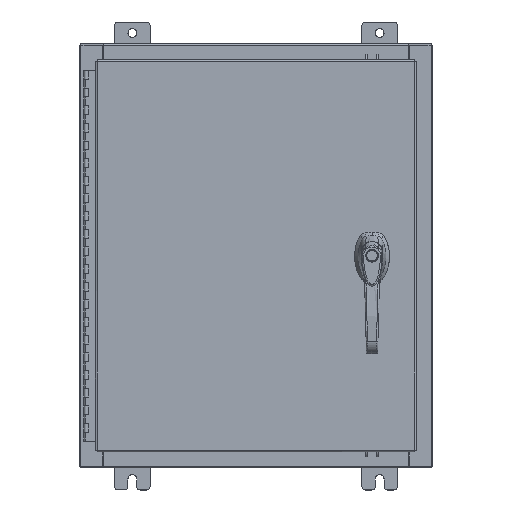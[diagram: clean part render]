
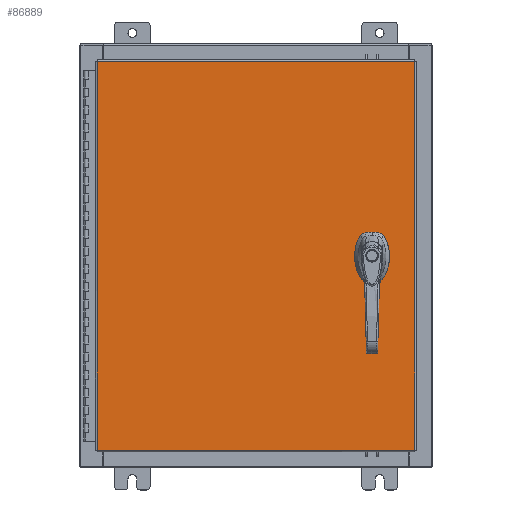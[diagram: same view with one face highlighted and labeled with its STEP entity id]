
A CAD part, top view. The second image highlights one B-rep face of the part: STEP entity #86889.
In plain terms, the highlighted planar face has unit normal (0, 0, 1).
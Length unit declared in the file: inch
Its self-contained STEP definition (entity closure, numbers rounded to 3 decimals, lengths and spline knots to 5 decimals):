
#634 = VERTEX_POINT ( 'NONE', #77516 ) ;
#1156 = CARTESIAN_POINT ( 'NONE',  ( 0., -0.403, 0. ) ) ;
#1850 = CARTESIAN_POINT ( 'NONE',  ( 6.175, -0.20023, 0. ) ) ;
#4754 = CARTESIAN_POINT ( 'NONE',  ( 6.981, 0., 0. ) ) ;
#4863 = ORIENTED_EDGE ( 'NONE', *, *, #32234, .F. ) ;
#5188 = PLANE ( 'NONE',  #55155 ) ;
#6275 = CARTESIAN_POINT ( 'NONE',  ( -8.9903, -11.0063, 0. ) ) ;
#8461 = EDGE_LOOP ( 'NONE', ( #107458, #97275 ) ) ;
#9179 = ORIENTED_EDGE ( 'NONE', *, *, #106000, .T. ) ;
#11805 = CARTESIAN_POINT ( 'NONE',  ( 6.578, 0., 0. ) ) ;
#13912 = EDGE_CURVE ( 'NONE', #35962, #15838, #93329, .T. ) ;
#15411 = AXIS2_PLACEMENT_3D ( 'NONE', #68687, #16129, #77482 ) ;
#15671 = FACE_BOUND ( 'NONE', #8461, .T. ) ;
#15838 = VERTEX_POINT ( 'NONE', #101388 ) ;
#16129 = DIRECTION ( 'NONE',  ( 0., 0., 1. ) ) ;
#18120 = VERTEX_POINT ( 'NONE', #64055 ) ;
#18814 = VERTEX_POINT ( 'NONE', #55759 ) ;
#19564 = AXIS2_PLACEMENT_3D ( 'NONE', #33283, #94656, #42078 ) ;
#20619 = DIRECTION ( 'NONE',  ( 1., 0., 0. ) ) ;
#20823 = ORIENTED_EDGE ( 'NONE', *, *, #40563, .T. ) ;
#21027 = LINE ( 'NONE', #98137, #70485 ) ;
#21315 = DIRECTION ( 'NONE',  ( 0., 1., 0. ) ) ;
#22649 = CARTESIAN_POINT ( 'NONE',  ( 6.578, -1.338, 0. ) ) ;
#25381 = CARTESIAN_POINT ( 'NONE',  ( 6.981, 0.20023, 0. ) ) ;
#26117 = CARTESIAN_POINT ( 'NONE',  ( 6.175, 0.20023, 0. ) ) ;
#26944 = CARTESIAN_POINT ( 'NONE',  ( 6.77823, -0.403, 0. ) ) ;
#28084 = VECTOR ( 'NONE', #82894, 39.37008 ) ;
#28799 = EDGE_CURVE ( 'NONE', #33833, #18120, #102903, .T. ) ;
#28829 = EDGE_CURVE ( 'NONE', #46685, #72402, #74004, .T. ) ;
#31475 = DIRECTION ( 'NONE',  ( 1., 0., 0. ) ) ;
#31613 = DIRECTION ( 'NONE',  ( 0., 0., -1. ) ) ;
#32057 = CARTESIAN_POINT ( 'NONE',  ( 6.4065, -1.338, 0. ) ) ;
#32234 = EDGE_CURVE ( 'NONE', #37910, #60132, #79118, .T. ) ;
#33180 = ORIENTED_EDGE ( 'NONE', *, *, #78361, .T. ) ;
#33283 = CARTESIAN_POINT ( 'NONE',  ( 6.578, 0., 0. ) ) ;
#33833 = VERTEX_POINT ( 'NONE', #72645 ) ;
#34590 = ORIENTED_EDGE ( 'NONE', *, *, #64754, .F. ) ;
#35962 = VERTEX_POINT ( 'NONE', #32057 ) ;
#36151 = LINE ( 'NONE', #91133, #103431 ) ;
#37910 = VERTEX_POINT ( 'NONE', #62484 ) ;
#37922 = AXIS2_PLACEMENT_3D ( 'NONE', #46339, #107761, #55179 ) ;
#38065 = EDGE_CURVE ( 'NONE', #15838, #35962, #55229, .T. ) ;
#39721 = ORIENTED_EDGE ( 'NONE', *, *, #112685, .F. ) ;
#39969 = DIRECTION ( 'NONE',  ( 0., -1., 0. ) ) ;
#40563 = EDGE_CURVE ( 'NONE', #42278, #44360, #54911, .T. ) ;
#42078 = DIRECTION ( 'NONE',  ( 1., 0., 0. ) ) ;
#42278 = VERTEX_POINT ( 'NONE', #59555 ) ;
#43070 = EDGE_CURVE ( 'NONE', #18120, #42278, #95600, .T. ) ;
#44360 = VERTEX_POINT ( 'NONE', #74881 ) ;
#44891 = CARTESIAN_POINT ( 'NONE',  ( 6.578, 0., 0. ) ) ;
#46339 = CARTESIAN_POINT ( 'NONE',  ( 6.578, -1.338, 0. ) ) ;
#46685 = VERTEX_POINT ( 'NONE', #1850 ) ;
#46927 = VECTOR ( 'NONE', #63161, 39.37008 ) ;
#48843 = CARTESIAN_POINT ( 'NONE',  ( 0., 0., 0. ) ) ;
#53752 = DIRECTION ( 'NONE',  ( 1., 0., 0. ) ) ;
#54911 = LINE ( 'NONE', #6275, #78264 ) ;
#55155 = AXIS2_PLACEMENT_3D ( 'NONE', #48843, #31613, #92980 ) ;
#55179 = DIRECTION ( 'NONE',  ( 1., 0., 0. ) ) ;
#55229 = CIRCLE ( 'NONE', #37922, 0.1715 ) ;
#55759 = CARTESIAN_POINT ( 'NONE',  ( 6.981, -0.20023, 0. ) ) ;
#58527 = DIRECTION ( 'NONE',  ( 0., -1., 0. ) ) ;
#58795 = CIRCLE ( 'NONE', #19564, 0.45 ) ;
#59555 = CARTESIAN_POINT ( 'NONE',  ( -8.9903, -11.0063, 0. ) ) ;
#60132 = VERTEX_POINT ( 'NONE', #26117 ) ;
#62280 = FACE_OUTER_BOUND ( 'NONE', #69454, .T. ) ;
#62484 = CARTESIAN_POINT ( 'NONE',  ( 6.37777, 0.403, 0. ) ) ;
#63161 = DIRECTION ( 'NONE',  ( 1., 0., 0. ) ) ;
#63362 = CARTESIAN_POINT ( 'NONE',  ( 6.37777, -0.403, 0. ) ) ;
#64055 = CARTESIAN_POINT ( 'NONE',  ( -8.9903, 11.0063, 0. ) ) ;
#64754 = EDGE_CURVE ( 'NONE', #77221, #634, #58795, .T. ) ;
#65032 = ORIENTED_EDGE ( 'NONE', *, *, #71014, .F. ) ;
#65827 = CIRCLE ( 'NONE', #102914, 0.45 ) ;
#67624 = DIRECTION ( 'NONE',  ( 1., 0., 0. ) ) ;
#68687 = CARTESIAN_POINT ( 'NONE',  ( 6.578, 0., 0. ) ) ;
#69454 = EDGE_LOOP ( 'NONE', ( #20823, #33180, #90367, #86498 ) ) ;
#70485 = VECTOR ( 'NONE', #106971, 39.37008 ) ;
#71014 = EDGE_CURVE ( 'NONE', #82221, #18814, #65827, .T. ) ;
#72402 = VERTEX_POINT ( 'NONE', #63362 ) ;
#72645 = CARTESIAN_POINT ( 'NONE',  ( 8.9903, 11.0063, 0. ) ) ;
#73151 = DIRECTION ( 'NONE',  ( 0., 0., 1. ) ) ;
#74004 = CIRCLE ( 'NONE', #15411, 0.45 ) ;
#74027 = CARTESIAN_POINT ( 'NONE',  ( 0., 0.403, 0. ) ) ;
#74881 = CARTESIAN_POINT ( 'NONE',  ( 8.9903, -11.0063, 0. ) ) ;
#76380 = AXIS2_PLACEMENT_3D ( 'NONE', #22649, #84020, #31475 ) ;
#77221 = VERTEX_POINT ( 'NONE', #25381 ) ;
#77482 = DIRECTION ( 'NONE',  ( 1., 0., 0. ) ) ;
#77516 = CARTESIAN_POINT ( 'NONE',  ( 6.77823, 0.403, 0. ) ) ;
#77778 = VECTOR ( 'NONE', #58527, 39.37008 ) ;
#77930 = VECTOR ( 'NONE', #39969, 39.37008 ) ;
#78264 = VECTOR ( 'NONE', #67624, 39.37008 ) ;
#78361 = EDGE_CURVE ( 'NONE', #44360, #33833, #36151, .T. ) ;
#78925 = ORIENTED_EDGE ( 'NONE', *, *, #100566, .F. ) ;
#79118 = CIRCLE ( 'NONE', #95726, 0.45 ) ;
#79540 = VECTOR ( 'NONE', #94380, 39.37008 ) ;
#82221 = VERTEX_POINT ( 'NONE', #26944 ) ;
#82391 = EDGE_LOOP ( 'NONE', ( #9179, #65032, #78925, #100206, #39721, #4863, #113195, #34590 ) ) ;
#82894 = DIRECTION ( 'NONE',  ( -1., 0., 0. ) ) ;
#82905 = FACE_BOUND ( 'NONE', #82391, .T. ) ;
#83438 = LINE ( 'NONE', #4754, #77930 ) ;
#84020 = DIRECTION ( 'NONE',  ( 0., 0., 1. ) ) ;
#85561 = CARTESIAN_POINT ( 'NONE',  ( 8.9903, 11.0063, 0. ) ) ;
#86498 = ORIENTED_EDGE ( 'NONE', *, *, #43070, .T. ) ;
#86889 = ADVANCED_FACE ( 'NONE', ( #15671, #62280, #82905 ), #5188, .F. ) ;
#90367 = ORIENTED_EDGE ( 'NONE', *, *, #28799, .T. ) ;
#91133 = CARTESIAN_POINT ( 'NONE',  ( 8.9903, -11.0063, 0. ) ) ;
#92980 = DIRECTION ( 'NONE',  ( -1., 0., 0. ) ) ;
#93329 = CIRCLE ( 'NONE', #76380, 0.1715 ) ;
#93649 = LINE ( 'NONE', #1156, #46927 ) ;
#94380 = DIRECTION ( 'NONE',  ( -1., 0., 0. ) ) ;
#94656 = DIRECTION ( 'NONE',  ( 0., 0., 1. ) ) ;
#95600 = LINE ( 'NONE', #111078, #77778 ) ;
#95726 = AXIS2_PLACEMENT_3D ( 'NONE', #44891, #106334, #53752 ) ;
#97275 = ORIENTED_EDGE ( 'NONE', *, *, #13912, .F. ) ;
#98089 = LINE ( 'NONE', #74027, #28084 ) ;
#98137 = CARTESIAN_POINT ( 'NONE',  ( 6.175, 0., 0. ) ) ;
#100206 = ORIENTED_EDGE ( 'NONE', *, *, #28829, .F. ) ;
#100566 = EDGE_CURVE ( 'NONE', #72402, #82221, #93649, .T. ) ;
#101388 = CARTESIAN_POINT ( 'NONE',  ( 6.7495, -1.338, 0. ) ) ;
#102903 = LINE ( 'NONE', #85561, #79540 ) ;
#102914 = AXIS2_PLACEMENT_3D ( 'NONE', #11805, #73151, #20619 ) ;
#103431 = VECTOR ( 'NONE', #21315, 39.37008 ) ;
#106000 = EDGE_CURVE ( 'NONE', #77221, #18814, #83438, .T. ) ;
#106334 = DIRECTION ( 'NONE',  ( 0., 0., 1. ) ) ;
#106971 = DIRECTION ( 'NONE',  ( 0., -1., 0. ) ) ;
#107458 = ORIENTED_EDGE ( 'NONE', *, *, #38065, .F. ) ;
#107761 = DIRECTION ( 'NONE',  ( 0., 0., 1. ) ) ;
#111078 = CARTESIAN_POINT ( 'NONE',  ( -8.9903, 11.0063, 0. ) ) ;
#111185 = EDGE_CURVE ( 'NONE', #634, #37910, #98089, .T. ) ;
#112685 = EDGE_CURVE ( 'NONE', #60132, #46685, #21027, .T. ) ;
#113195 = ORIENTED_EDGE ( 'NONE', *, *, #111185, .F. ) ;
